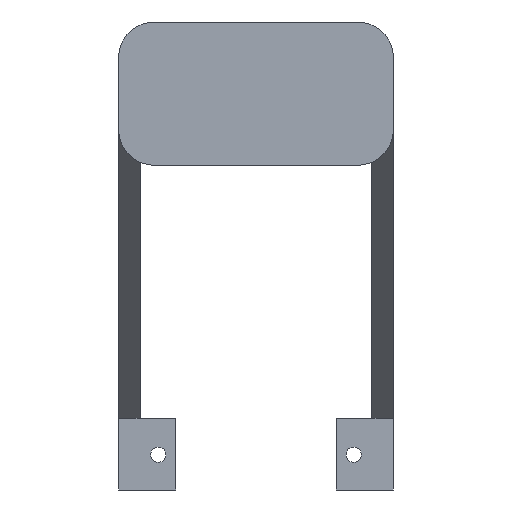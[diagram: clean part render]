
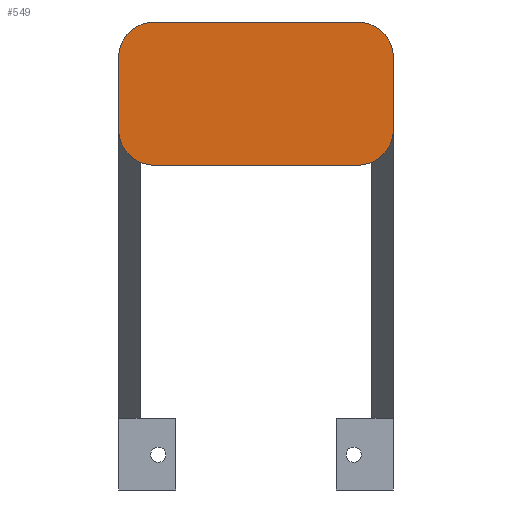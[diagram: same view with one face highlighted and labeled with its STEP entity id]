
A CAD part, left-side view. The second image highlights one B-rep face of the part: STEP entity #549.
In plain terms, the highlighted planar face has unit normal (-1, 0, 0).
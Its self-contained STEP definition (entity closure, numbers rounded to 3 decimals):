
#38=PLANE('',#607);
#69=FACE_OUTER_BOUND('',#103,.T.);
#103=EDGE_LOOP('',(#465,#466,#467,#468,#469,#470,#471,#472));
#140=LINE('',#829,#202);
#145=LINE('',#843,#207);
#149=LINE('',#855,#211);
#153=LINE('',#867,#215);
#202=VECTOR('',#674,10.);
#207=VECTOR('',#687,10.);
#211=VECTOR('',#699,10.);
#215=VECTOR('',#711,10.);
#243=CIRCLE('',#592,5.);
#245=CIRCLE('',#596,5.);
#247=CIRCLE('',#600,5.);
#249=CIRCLE('',#604,5.);
#269=VERTEX_POINT('',#827);
#270=VERTEX_POINT('',#828);
#273=VERTEX_POINT('',#836);
#275=VERTEX_POINT('',#842);
#277=VERTEX_POINT('',#848);
#279=VERTEX_POINT('',#854);
#281=VERTEX_POINT('',#860);
#283=VERTEX_POINT('',#866);
#326=EDGE_CURVE('',#269,#270,#140,.T.);
#330=EDGE_CURVE('',#273,#270,#243,.T.);
#333=EDGE_CURVE('',#273,#275,#145,.T.);
#336=EDGE_CURVE('',#277,#275,#245,.T.);
#339=EDGE_CURVE('',#277,#279,#149,.T.);
#342=EDGE_CURVE('',#281,#279,#247,.T.);
#345=EDGE_CURVE('',#281,#283,#153,.T.);
#348=EDGE_CURVE('',#269,#283,#249,.T.);
#465=ORIENTED_EDGE('',*,*,#348,.F.);
#466=ORIENTED_EDGE('',*,*,#326,.T.);
#467=ORIENTED_EDGE('',*,*,#330,.F.);
#468=ORIENTED_EDGE('',*,*,#333,.T.);
#469=ORIENTED_EDGE('',*,*,#336,.F.);
#470=ORIENTED_EDGE('',*,*,#339,.T.);
#471=ORIENTED_EDGE('',*,*,#342,.F.);
#472=ORIENTED_EDGE('',*,*,#345,.T.);
#549=ADVANCED_FACE('',(#69),#38,.F.);
#592=AXIS2_PLACEMENT_3D('',#837,#680,#681);
#596=AXIS2_PLACEMENT_3D('',#849,#692,#693);
#600=AXIS2_PLACEMENT_3D('',#861,#704,#705);
#604=AXIS2_PLACEMENT_3D('',#872,#716,#717);
#607=AXIS2_PLACEMENT_3D('',#875,#722,#723);
#674=DIRECTION('',(0.,1.,0.));
#680=DIRECTION('center_axis',(1.,0.,0.));
#681=DIRECTION('ref_axis',(0.,1.,0.));
#687=DIRECTION('',(0.,0.,-1.));
#692=DIRECTION('center_axis',(1.,0.,0.));
#693=DIRECTION('ref_axis',(0.,0.,-1.));
#699=DIRECTION('',(0.,-1.,0.));
#704=DIRECTION('center_axis',(1.,0.,0.));
#705=DIRECTION('ref_axis',(0.,-1.,0.));
#711=DIRECTION('',(0.,0.,1.));
#716=DIRECTION('center_axis',(1.,0.,0.));
#717=DIRECTION('ref_axis',(0.,0.,1.));
#722=DIRECTION('center_axis',(1.,0.,0.));
#723=DIRECTION('ref_axis',(0.,1.,0.));
#827=CARTESIAN_POINT('',(0.,5.,75.));
#828=CARTESIAN_POINT('',(0.,33.358,75.));
#829=CARTESIAN_POINT('',(0.,5.,75.));
#836=CARTESIAN_POINT('',(0.,38.358,70.));
#837=CARTESIAN_POINT('Origin',(0.,33.358,70.));
#842=CARTESIAN_POINT('',(0.,38.358,60.));
#843=CARTESIAN_POINT('',(0.,38.358,70.));
#848=CARTESIAN_POINT('',(0.,33.358,55.));
#849=CARTESIAN_POINT('Origin',(0.,33.358,60.));
#854=CARTESIAN_POINT('',(0.,5.,55.));
#855=CARTESIAN_POINT('',(0.,33.358,55.));
#860=CARTESIAN_POINT('',(0.,0.,60.));
#861=CARTESIAN_POINT('Origin',(0.,5.,60.));
#866=CARTESIAN_POINT('',(0.,0.,70.));
#867=CARTESIAN_POINT('',(0.,0.,60.));
#872=CARTESIAN_POINT('Origin',(0.,5.,70.));
#875=CARTESIAN_POINT('Origin',(0.,19.179,65.));
